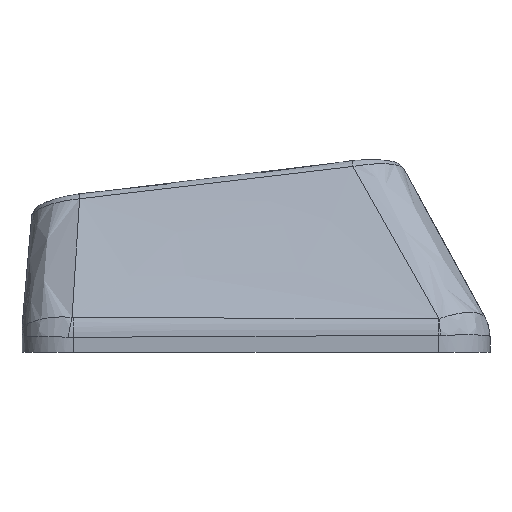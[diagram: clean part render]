
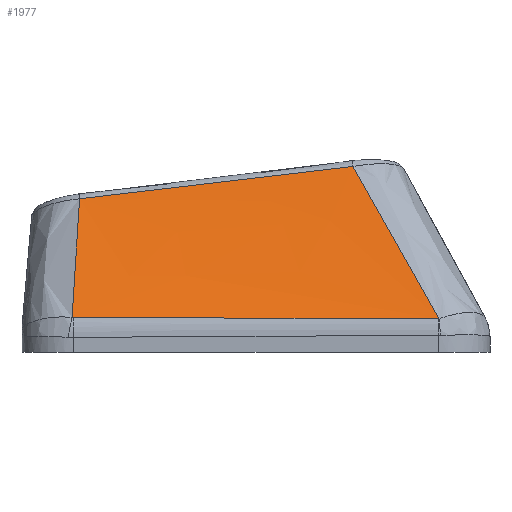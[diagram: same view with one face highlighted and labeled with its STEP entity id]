
A CAD part, left-side view. The second image highlights one B-rep face of the part: STEP entity #1977.
In plain terms, the highlighted free-form (B-spline) face has degree [3, 3] with [4, 4] control points.
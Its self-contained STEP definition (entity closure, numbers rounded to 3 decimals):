
#29=B_SPLINE_SURFACE_WITH_KNOTS('',3,3,((#4495,#4496,#4497,#4498),(#4499,
#4500,#4501,#4502),(#4503,#4504,#4505,#4506),(#4507,#4508,#4509,#4510)),
 .UNSPECIFIED.,.F.,.F.,.F.,(4,4),(4,4),(0.101,0.893),
(0.045,0.954),.UNSPECIFIED.);
#190=FACE_OUTER_BOUND('',#282,.T.);
#282=EDGE_LOOP('',(#1586,#1587,#1588,#1589,#1590,#1591));
#628=B_SPLINE_CURVE_WITH_KNOTS('',3,(#4353,#4354,#4355,#4356),
 .UNSPECIFIED.,.F.,.F.,(4,4),(0.,0.005),.UNSPECIFIED.);
#630=B_SPLINE_CURVE_WITH_KNOTS('',3,(#4380,#4381,#4382,#4383),
 .UNSPECIFIED.,.F.,.F.,(4,4),(0.,1.416),.UNSPECIFIED.);
#632=B_SPLINE_CURVE_WITH_KNOTS('',3,(#4407,#4408,#4409,#4410),
 .UNSPECIFIED.,.F.,.F.,(4,4),(0.,0.002),.UNSPECIFIED.);
#635=B_SPLINE_CURVE_WITH_KNOTS('',3,(#4512,#4513,#4514,#4515),
 .UNSPECIFIED.,.F.,.F.,(4,4),(0.036,0.771),
 .UNSPECIFIED.);
#636=B_SPLINE_CURVE_WITH_KNOTS('',3,(#4517,#4518,#4519,#4520),
 .UNSPECIFIED.,.F.,.F.,(4,4),(-1.068,0.),
 .UNSPECIFIED.);
#637=B_SPLINE_CURVE_WITH_KNOTS('',3,(#4521,#4522,#4523,#4524),
 .UNSPECIFIED.,.F.,.F.,(4,4),(-0.569,-0.031),
 .UNSPECIFIED.);
#874=VERTEX_POINT('',#4321);
#876=VERTEX_POINT('',#4351);
#878=VERTEX_POINT('',#4378);
#880=VERTEX_POINT('',#4405);
#887=VERTEX_POINT('',#4511);
#888=VERTEX_POINT('',#4516);
#1154=EDGE_CURVE('',#876,#874,#628,.T.);
#1157=EDGE_CURVE('',#878,#876,#630,.T.);
#1160=EDGE_CURVE('',#880,#878,#632,.T.);
#1172=EDGE_CURVE('',#887,#880,#635,.T.);
#1173=EDGE_CURVE('',#888,#887,#636,.T.);
#1174=EDGE_CURVE('',#874,#888,#637,.T.);
#1586=ORIENTED_EDGE('',*,*,#1154,.F.);
#1587=ORIENTED_EDGE('',*,*,#1157,.F.);
#1588=ORIENTED_EDGE('',*,*,#1160,.F.);
#1589=ORIENTED_EDGE('',*,*,#1172,.F.);
#1590=ORIENTED_EDGE('',*,*,#1173,.F.);
#1591=ORIENTED_EDGE('',*,*,#1174,.F.);
#1977=ADVANCED_FACE('',(#190),#29,.T.);
#4321=CARTESIAN_POINT('',(-8.864,7.138,0.361));
#4351=CARTESIAN_POINT('',(-8.867,7.086,0.356));
#4353=CARTESIAN_POINT('Ctrl Pts',(-8.867,7.086,0.356));
#4354=CARTESIAN_POINT('Ctrl Pts',(-8.867,7.103,0.356));
#4355=CARTESIAN_POINT('Ctrl Pts',(-8.866,7.121,0.358));
#4356=CARTESIAN_POINT('Ctrl Pts',(-8.864,7.138,0.361));
#4378=CARTESIAN_POINT('',(-8.936,-7.078,0.304));
#4380=CARTESIAN_POINT('Ctrl Pts',(-8.936,-7.078,0.304));
#4381=CARTESIAN_POINT('Ctrl Pts',(-8.919,-2.357,0.32));
#4382=CARTESIAN_POINT('Ctrl Pts',(-8.897,2.364,0.337));
#4383=CARTESIAN_POINT('Ctrl Pts',(-8.867,7.086,0.356));
#4405=CARTESIAN_POINT('',(-8.936,-7.099,0.305));
#4407=CARTESIAN_POINT('Ctrl Pts',(-8.936,-7.099,0.305));
#4408=CARTESIAN_POINT('Ctrl Pts',(-8.936,-7.092,0.305));
#4409=CARTESIAN_POINT('Ctrl Pts',(-8.936,-7.085,0.304));
#4410=CARTESIAN_POINT('Ctrl Pts',(-8.936,-7.078,0.304));
#4495=CARTESIAN_POINT('Ctrl Pts',(-6.11,-4.134,6.257));
#4496=CARTESIAN_POINT('Ctrl Pts',(-7.052,-5.122,4.273));
#4497=CARTESIAN_POINT('Ctrl Pts',(-7.994,-6.111,2.289));
#4498=CARTESIAN_POINT('Ctrl Pts',(-8.936,-7.099,0.304));
#4499=CARTESIAN_POINT('Ctrl Pts',(-6.11,-0.376,
5.822));
#4500=CARTESIAN_POINT('Ctrl Pts',(-7.052,-1.035,3.976));
#4501=CARTESIAN_POINT('Ctrl Pts',(-7.994,-1.694,2.13));
#4502=CARTESIAN_POINT('Ctrl Pts',(-8.936,-2.353,0.283));
#4503=CARTESIAN_POINT('Ctrl Pts',(-6.11,3.382,5.387));
#4504=CARTESIAN_POINT('Ctrl Pts',(-7.052,3.052,3.679));
#4505=CARTESIAN_POINT('Ctrl Pts',(-7.994,2.722,1.97));
#4506=CARTESIAN_POINT('Ctrl Pts',(-8.936,2.392,0.262));
#4507=CARTESIAN_POINT('Ctrl Pts',(-6.11,7.14,4.953));
#4508=CARTESIAN_POINT('Ctrl Pts',(-7.052,7.14,3.382));
#4509=CARTESIAN_POINT('Ctrl Pts',(-7.994,7.139,1.811));
#4510=CARTESIAN_POINT('Ctrl Pts',(-8.936,7.138,0.241));
#4511=CARTESIAN_POINT('',(-6.11,-3.758,6.214));
#4512=CARTESIAN_POINT('Ctrl Pts',(-6.11,-3.758,6.214));
#4513=CARTESIAN_POINT('Ctrl Pts',(-7.058,-4.877,4.249));
#4514=CARTESIAN_POINT('Ctrl Pts',(-7.999,-5.99,2.278));
#4515=CARTESIAN_POINT('Ctrl Pts',(-8.936,-7.099,0.305));
#4516=CARTESIAN_POINT('',(-6.125,6.845,4.961));
#4517=CARTESIAN_POINT('Ctrl Pts',(-6.125,6.845,4.961));
#4518=CARTESIAN_POINT('Ctrl Pts',(-6.12,3.31,5.375));
#4519=CARTESIAN_POINT('Ctrl Pts',(-6.115,-0.224,
5.793));
#4520=CARTESIAN_POINT('Ctrl Pts',(-6.11,-3.758,6.214));
#4521=CARTESIAN_POINT('Ctrl Pts',(-8.864,7.138,0.361));
#4522=CARTESIAN_POINT('Ctrl Pts',(-7.946,7.034,1.892));
#4523=CARTESIAN_POINT('Ctrl Pts',(-7.032,6.935,3.425));
#4524=CARTESIAN_POINT('Ctrl Pts',(-6.125,6.845,4.961));
